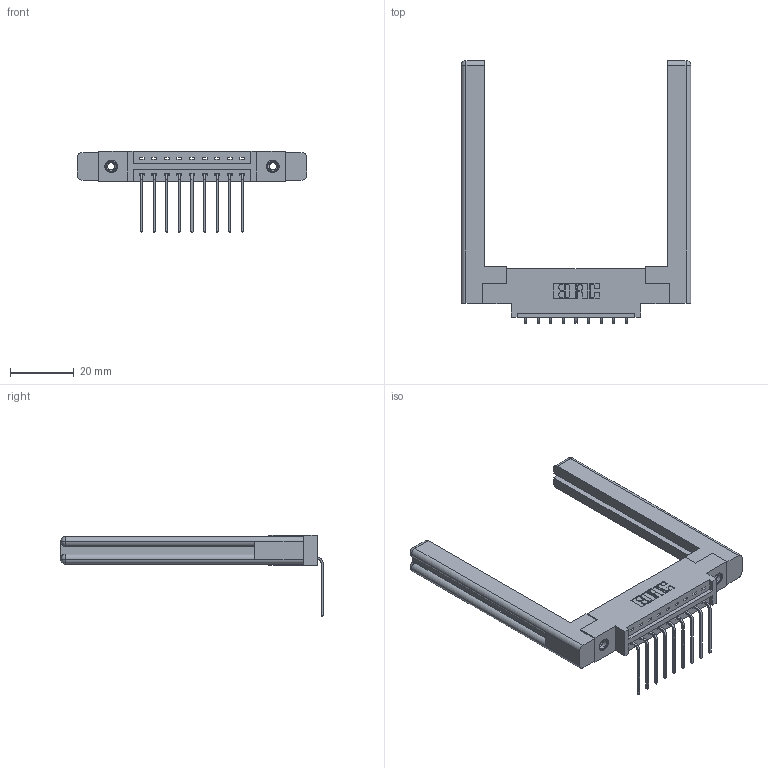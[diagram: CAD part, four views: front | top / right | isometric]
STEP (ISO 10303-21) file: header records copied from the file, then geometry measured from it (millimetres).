
FILE_DESCRIPTION (( 'STEP AP203' ), '1' );
FILE_NAME ('337-009-559-658.STEP', '2019-09-27T20:45:44', ( '' ), ( '' ), 'SwSTEP 2.0', 'SolidWorks 2016', '' );
FILE_SCHEMA (( 'CONFIG_CONTROL_DESIGN' ));
Length unit declared in the file: inch
Products named in the file (5): 337-009-559-658; 345-292-001_558 559 Tail - 1; 337 Part_0.170 Offset - 0.156 Dia-TI; 345-250-001_345-250-001-102; 307-220-058
Assembly tree (14 placements, depth 2):
  337-009-559-658
    337 Part_0.170 Offset - 0.156 Dia-TI
    345-292-001_558 559 Tail - 1  x9
    345-250-001_345-250-001-102  x2
    307-220-058  x2
Bounding box: 72.29 x 82.49 x 25.53 mm (x, y, z)
Volume: 14174.8 mm3; surface area: 12557.1 mm2
Topology: 14 solids, 14 shells, 836 faces, 2423 edges, 1590 vertices
Faces by surface type: plane 590, cylinder 222, cone 12, torus 12
Entity records: 13808 total; most frequent: CARTESIAN_POINT 2404, ORIENTED_EDGE 2288, DIRECTION 2110, EDGE_CURVE 1144, VECTOR 968, LINE 968, VERTEX_POINT 754, AXIS2_PLACEMENT_3D 571
